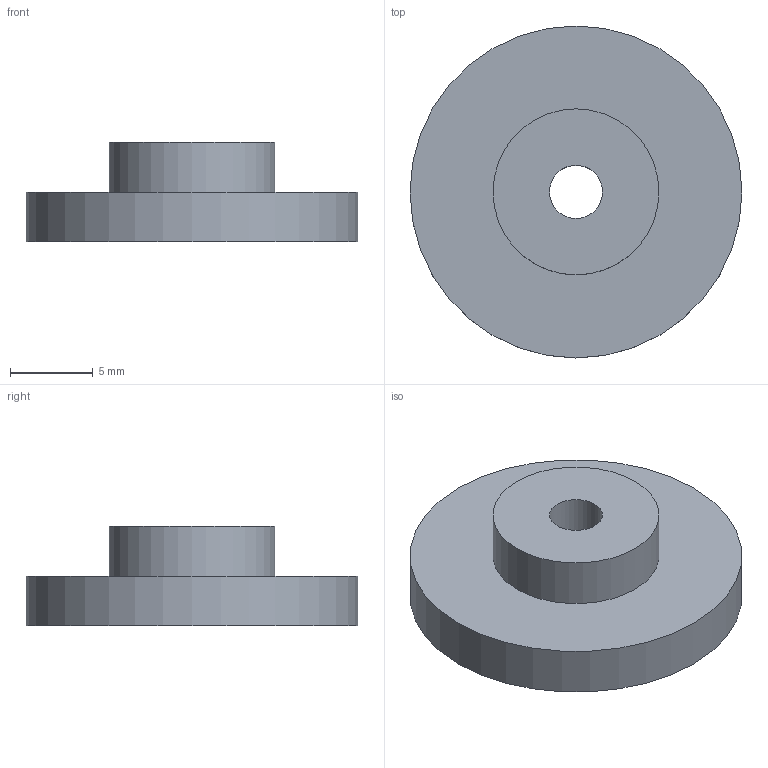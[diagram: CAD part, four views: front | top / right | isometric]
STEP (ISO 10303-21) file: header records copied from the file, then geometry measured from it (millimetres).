
FILE_DESCRIPTION(/* description */ (''),/* implementation_level */ '2;1');
FILE_NAME(/* name */ 'rotation_part_parent_cylinder_b.stp',/* time_stamp */ '2019-02-04T19:35:48+03:00',/* author */ (''),/* organization */ (''),/* preprocessor_version */ 'ST-DEVELOPER v16.7',/* originating_system */ 'SIEMENS PLM Software NX 12.0',/* authorisation */ '');
FILE_SCHEMA (('AUTOMOTIVE_DESIGN { 1 0 10303 214 3 1 1 1 }'));
Length unit declared in the file: millimetre
Products named in the file (1): Lupa33181BA5e4yc
Bounding box: 20 x 20 x 6 mm (x, y, z)
Volume: 1129.8 mm3; surface area: 955.3 mm2
Topology: 1 solids, 1 shells, 6 faces, 9 edges, 6 vertices
Faces by surface type: plane 3, cylinder 3
Full cylindrical faces by diameter (mm): 3.2 x1, 10 x1, 20 x1
Entity records: 160 total; most frequent: DIRECTION 26, CARTESIAN_POINT 19, AXIS2_PLACEMENT_3D 13, FACE_BOUND 12, EDGE_LOOP 12, ORIENTED_EDGE 12, ADVANCED_FACE 6, VERTEX_POINT 6
